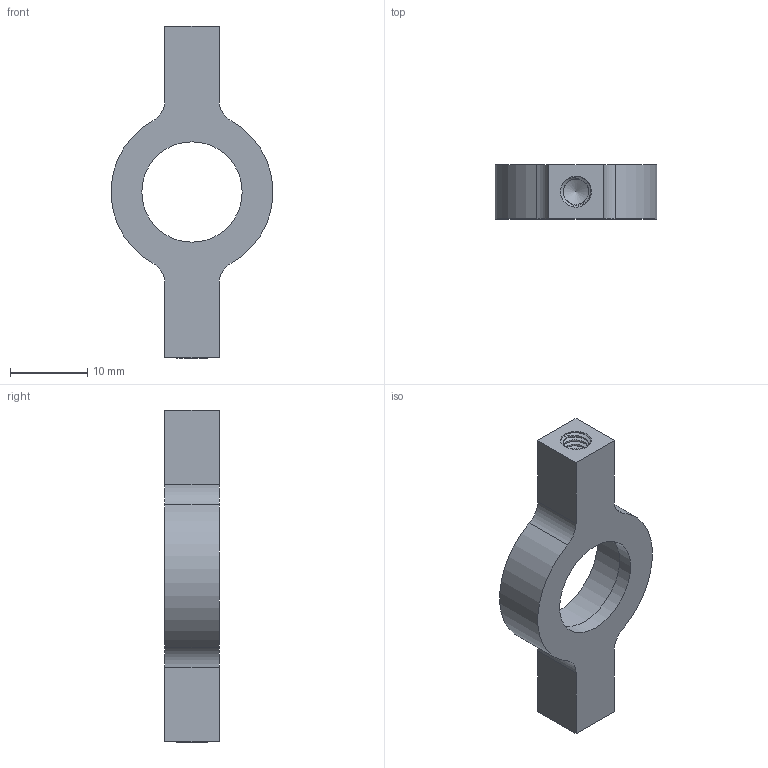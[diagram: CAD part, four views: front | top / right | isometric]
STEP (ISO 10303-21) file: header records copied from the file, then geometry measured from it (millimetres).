
FILE_DESCRIPTION( ( '' ), ' ' );
FILE_NAME( '5a5a515ab6b5bf0dac98fcca.step', '2018-01-13T18:35:06', ( '' ), ( '' ), ' ', ' ', ' ' );
FILE_SCHEMA( ( 'AUTOMOTIVE_DESIGN { 1 0 10303 214 1 1 1 1 }' ) );
Length unit declared in the file: metre
Products named in the file (1): 1606-0006-0043
Bounding box: 20.93 x 7 x 43 mm (x, y, z)
Volume: 2227.3 mm3; surface area: 2088.6 mm2
Topology: 1 solids, 1 shells, 47 faces, 230 edges, 186 vertices
Faces by surface type: cylinder 28, plane 11, cone 4, bspline 4
Full cylindrical faces by diameter (mm): 3.3 x16, 13 x1, 15 x1
Entity records: 4173 total; most frequent: CARTESIAN_POINT 2679, ORIENTED_EDGE 408, EDGE_CURVE 204, VERTEX_POINT 184, DIRECTION 140, AXIS2_PLACEMENT_3D 58, EDGE_LOOP 40, FACE_OUTER_BOUND 35
